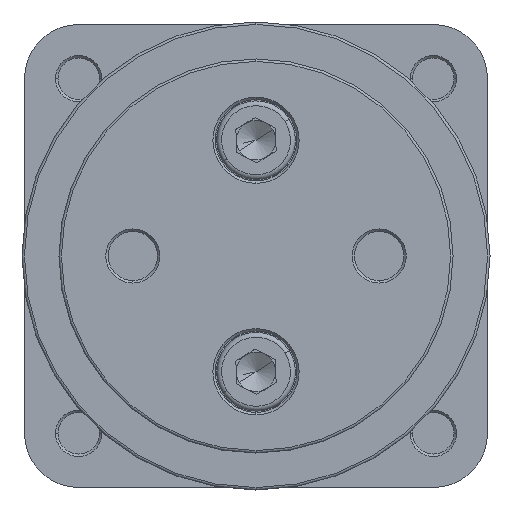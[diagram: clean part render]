
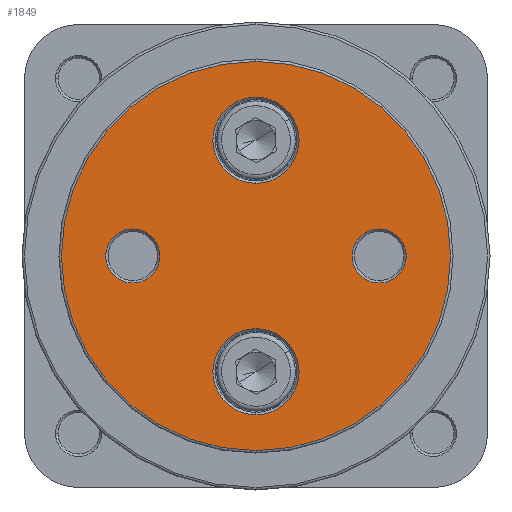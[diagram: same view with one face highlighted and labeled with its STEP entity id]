
A CAD part, left-side view. The second image highlights one B-rep face of the part: STEP entity #1849.
In plain terms, the highlighted planar face has unit normal (-1, 0, 0).
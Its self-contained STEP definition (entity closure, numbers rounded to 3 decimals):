
#697 = ORIENTED_EDGE ( 'NONE', *, *, #5734, .T. ) ;
#698 = ORIENTED_EDGE ( 'NONE', *, *, #5766, .T. ) ;
#699 = ORIENTED_EDGE ( 'NONE', *, *, #5735, .T. ) ;
#700 = ORIENTED_EDGE ( 'NONE', *, *, #5748, .T. ) ;
#701 = ORIENTED_EDGE ( 'NONE', *, *, #5732, .T. ) ;
#702 = ORIENTED_EDGE ( 'NONE', *, *, #5757, .T. ) ;
#703 = ORIENTED_EDGE ( 'NONE', *, *, #5712, .T. ) ;
#704 = ORIENTED_EDGE ( 'NONE', *, *, #5746, .T. ) ;
#705 = ORIENTED_EDGE ( 'NONE', *, *, #5773, .T. ) ;
#706 = ORIENTED_EDGE ( 'NONE', *, *, #5730, .T. ) ;
#1343 = EDGE_LOOP ( 'NONE', ( #700, #699 ) ) ;
#1600 = EDGE_LOOP ( 'NONE', ( #704, #703 ) ) ;
#1673 = EDGE_LOOP ( 'NONE', ( #706, #705 ) ) ;
#1690 = EDGE_LOOP ( 'NONE', ( #698, #697 ) ) ;
#1693 = EDGE_LOOP ( 'NONE', ( #702, #701 ) ) ;
#1849 = ADVANCED_FACE ( 'NONE', ( #7407, #7412, #7414, #7416, #7410 ), #6583, .F. ) ;
#2376 = AXIS2_PLACEMENT_3D ( 'NONE', #4424, #4425, #4426 ) ;
#2387 = AXIS2_PLACEMENT_3D ( 'NONE', #4471, #4472, #4473 ) ;
#2388 = AXIS2_PLACEMENT_3D ( 'NONE', #4477, #4478, #4479 ) ;
#2391 = AXIS2_PLACEMENT_3D ( 'NONE', #4485, #4486, #4487 ) ;
#2392 = AXIS2_PLACEMENT_3D ( 'NONE', #4480, #4483, #4484 ) ;
#2399 = AXIS2_PLACEMENT_3D ( 'NONE', #4520, #4521, #4522 ) ;
#2400 = AXIS2_PLACEMENT_3D ( 'NONE', #4509, #4515, #4516 ) ;
#2405 = AXIS2_PLACEMENT_3D ( 'NONE', #4537, #4545, #4546 ) ;
#2410 = AXIS2_PLACEMENT_3D ( 'NONE', #4565, #4567, #4568 ) ;
#2414 = AXIS2_PLACEMENT_3D ( 'NONE', #4580, #4582, #4583 ) ;
#4037 = CIRCLE ( 'NONE', #2376, 8.75 ) ;
#4061 = CIRCLE ( 'NONE', #2387, 39.5 ) ;
#4064 = CIRCLE ( 'NONE', #2388, 8.75 ) ;
#4066 = CIRCLE ( 'NONE', #2392, 5.5 ) ;
#4067 = CIRCLE ( 'NONE', #2391, 5.5 ) ;
#4083 = CIRCLE ( 'NONE', #2400, 8.75 ) ;
#4086 = CIRCLE ( 'NONE', #2399, 5.5 ) ;
#4098 = CIRCLE ( 'NONE', #2405, 8.75 ) ;
#4112 = CIRCLE ( 'NONE', #2410, 5.5 ) ;
#4123 = CIRCLE ( 'NONE', #2414, 39.5 ) ;
#4424 = CARTESIAN_POINT ( 'NONE',  ( 0., 0., -23.5 ) ) ;
#4425 = DIRECTION ( 'NONE',  ( 1., 0., 0. ) ) ;
#4426 = DIRECTION ( 'NONE',  ( 0., 0., -1. ) ) ;
#4471 = CARTESIAN_POINT ( 'NONE',  ( 0., 0., 0. ) ) ;
#4472 = DIRECTION ( 'NONE',  ( -1., 0., 0. ) ) ;
#4473 = DIRECTION ( 'NONE',  ( 0., 0., -1. ) ) ;
#4477 = CARTESIAN_POINT ( 'NONE',  ( 0., 0., 23.5 ) ) ;
#4478 = DIRECTION ( 'NONE',  ( 1., 0., 0. ) ) ;
#4479 = DIRECTION ( 'NONE',  ( 0., 0., -1. ) ) ;
#4480 = CARTESIAN_POINT ( 'NONE',  ( 0., 25., 0. ) ) ;
#4483 = DIRECTION ( 'NONE',  ( 1., 0., 0. ) ) ;
#4484 = DIRECTION ( 'NONE',  ( 0., 0., -1. ) ) ;
#4485 = CARTESIAN_POINT ( 'NONE',  ( 0., -25., 0. ) ) ;
#4486 = DIRECTION ( 'NONE',  ( 1., 0., 0. ) ) ;
#4487 = DIRECTION ( 'NONE',  ( 0., 0., -1. ) ) ;
#4509 = CARTESIAN_POINT ( 'NONE',  ( 0., 0., -23.5 ) ) ;
#4515 = DIRECTION ( 'NONE',  ( 1., 0., 0. ) ) ;
#4516 = DIRECTION ( 'NONE',  ( 0., 0., -1. ) ) ;
#4520 = CARTESIAN_POINT ( 'NONE',  ( 0., -25., 0. ) ) ;
#4521 = DIRECTION ( 'NONE',  ( 1., 0., 0. ) ) ;
#4522 = DIRECTION ( 'NONE',  ( 0., 0., -1. ) ) ;
#4537 = CARTESIAN_POINT ( 'NONE',  ( 0., 0., 23.5 ) ) ;
#4545 = DIRECTION ( 'NONE',  ( 1., 0., 0. ) ) ;
#4546 = DIRECTION ( 'NONE',  ( 0., 0., -1. ) ) ;
#4565 = CARTESIAN_POINT ( 'NONE',  ( 0., 25., 0. ) ) ;
#4567 = DIRECTION ( 'NONE',  ( 1., 0., 0. ) ) ;
#4568 = DIRECTION ( 'NONE',  ( 0., 0., -1. ) ) ;
#4580 = CARTESIAN_POINT ( 'NONE',  ( 0., 0., 0. ) ) ;
#4582 = DIRECTION ( 'NONE',  ( -1., 0., 0. ) ) ;
#4583 = DIRECTION ( 'NONE',  ( 0., 0., -1. ) ) ;
#4897 = CARTESIAN_POINT ( 'NONE',  ( 0., -25., 5.5 ) ) ;
#4898 = CARTESIAN_POINT ( 'NONE',  ( 0., -25., -5.5 ) ) ;
#4901 = CARTESIAN_POINT ( 'NONE',  ( 0., 25., 5.5 ) ) ;
#4902 = CARTESIAN_POINT ( 'NONE',  ( 0., 25., -5.5 ) ) ;
#4930 = CARTESIAN_POINT ( 'NONE',  ( 0., 0., -14.75 ) ) ;
#4931 = CARTESIAN_POINT ( 'NONE',  ( 0., 0., -32.25 ) ) ;
#4934 = CARTESIAN_POINT ( 'NONE',  ( 0., 0., 32.25 ) ) ;
#4935 = CARTESIAN_POINT ( 'NONE',  ( 0., 0., 14.75 ) ) ;
#4954 = CARTESIAN_POINT ( 'NONE',  ( 0., 0., -39.5 ) ) ;
#4959 = CARTESIAN_POINT ( 'NONE',  ( 0., 0., 39.5 ) ) ;
#5712 = EDGE_CURVE ( 'NONE', #8450, #8449, #4037, .T. ) ;
#5730 = EDGE_CURVE ( 'NONE', #8473, #8478, #4061, .T. ) ;
#5732 = EDGE_CURVE ( 'NONE', #8454, #8453, #4064, .T. ) ;
#5734 = EDGE_CURVE ( 'NONE', #8421, #8420, #4066, .T. ) ;
#5735 = EDGE_CURVE ( 'NONE', #8417, #8416, #4067, .T. ) ;
#5746 = EDGE_CURVE ( 'NONE', #8449, #8450, #4083, .T. ) ;
#5748 = EDGE_CURVE ( 'NONE', #8416, #8417, #4086, .T. ) ;
#5757 = EDGE_CURVE ( 'NONE', #8453, #8454, #4098, .T. ) ;
#5766 = EDGE_CURVE ( 'NONE', #8420, #8421, #4112, .T. ) ;
#5773 = EDGE_CURVE ( 'NONE', #8478, #8473, #4123, .T. ) ;
#5918 = AXIS2_PLACEMENT_3D ( 'NONE', #6573, #6586, #6587 ) ;
#6573 = CARTESIAN_POINT ( 'NONE',  ( 0., 0., 0. ) ) ;
#6583 = PLANE ( 'NONE',  #5918 ) ;
#6586 = DIRECTION ( 'NONE',  ( 1., 0., 0. ) ) ;
#6587 = DIRECTION ( 'NONE',  ( 0., 0., -1. ) ) ;
#7407 = FACE_OUTER_BOUND ( 'NONE', #1673, .T. ) ;
#7410 = FACE_BOUND ( 'NONE', #1690, .T. ) ;
#7412 = FACE_BOUND ( 'NONE', #1600, .T. ) ;
#7414 = FACE_BOUND ( 'NONE', #1693, .T. ) ;
#7416 = FACE_BOUND ( 'NONE', #1343, .T. ) ;
#8416 = VERTEX_POINT ( 'NONE', #4897 ) ;
#8417 = VERTEX_POINT ( 'NONE', #4898 ) ;
#8420 = VERTEX_POINT ( 'NONE', #4901 ) ;
#8421 = VERTEX_POINT ( 'NONE', #4902 ) ;
#8449 = VERTEX_POINT ( 'NONE', #4930 ) ;
#8450 = VERTEX_POINT ( 'NONE', #4931 ) ;
#8453 = VERTEX_POINT ( 'NONE', #4934 ) ;
#8454 = VERTEX_POINT ( 'NONE', #4935 ) ;
#8473 = VERTEX_POINT ( 'NONE', #4954 ) ;
#8478 = VERTEX_POINT ( 'NONE', #4959 ) ;
